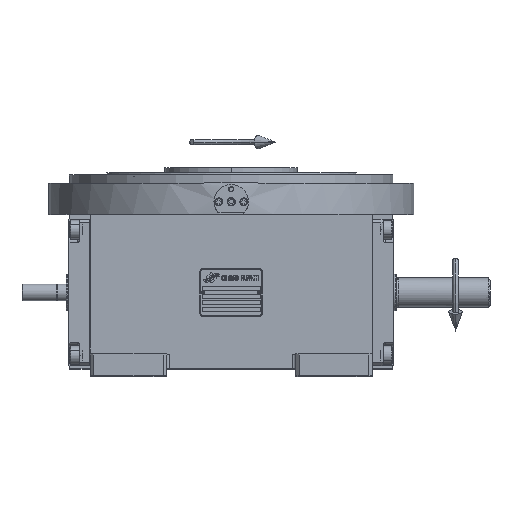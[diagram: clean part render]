
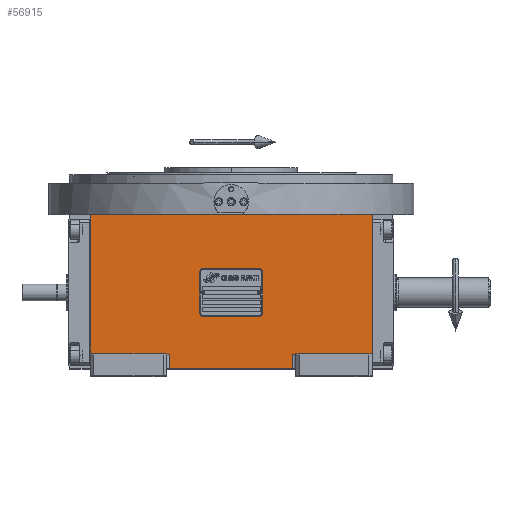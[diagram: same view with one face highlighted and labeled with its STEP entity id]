
A CAD part, top view. The second image highlights one B-rep face of the part: STEP entity #56915.
In plain terms, the highlighted planar face has unit normal (0, 0, 1).
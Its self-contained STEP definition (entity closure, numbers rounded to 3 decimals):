
#685 = DIRECTION ( 'NONE',  ( 0., 0., 1. ) ) ;
#1031 = LINE ( 'NONE', #66424, #9458 ) ;
#2671 = LINE ( 'NONE', #35375, #5720 ) ;
#2949 = EDGE_LOOP ( 'NONE', ( #66201, #36628, #32064, #27384, #44427, #45398, #46517, #38597 ) ) ;
#5716 = DIRECTION ( 'NONE',  ( 1., 0., 0. ) ) ;
#5720 = VECTOR ( 'NONE', #12606, 1000. ) ;
#9458 = VECTOR ( 'NONE', #19665, 1000. ) ;
#10531 = VERTEX_POINT ( 'NONE', #40590 ) ;
#10730 = VECTOR ( 'NONE', #52865, 1000. ) ;
#12606 = DIRECTION ( 'NONE',  ( 0., 1., 0. ) ) ;
#15212 = VERTEX_POINT ( 'NONE', #56317 ) ;
#15360 = VERTEX_POINT ( 'NONE', #62904 ) ;
#15841 = EDGE_CURVE ( 'NONE', #15212, #15360, #62821, .T. ) ;
#16017 = DIRECTION ( 'NONE',  ( 1., 0., 0. ) ) ;
#17118 = DIRECTION ( 'NONE',  ( 1., 0., 0. ) ) ;
#17691 = CARTESIAN_POINT ( 'NONE',  ( 59., -59., 226. ) ) ;
#17935 = EDGE_CURVE ( 'NONE', #35045, #10531, #65444, .T. ) ;
#19665 = DIRECTION ( 'NONE',  ( 0., 1., 0. ) ) ;
#20872 = CARTESIAN_POINT ( 'NONE',  ( 135., -59., 226. ) ) ;
#21353 = CARTESIAN_POINT ( 'NONE',  ( -135., 75., 226. ) ) ;
#25161 = EDGE_CURVE ( 'NONE', #37962, #37995, #61478, .T. ) ;
#26075 = EDGE_CURVE ( 'NONE', #37995, #32949, #2671, .T. ) ;
#26833 = EDGE_CURVE ( 'NONE', #37962, #15360, #39022, .T. ) ;
#27384 = ORIENTED_EDGE ( 'NONE', *, *, #26075, .T. ) ;
#28184 = VECTOR ( 'NONE', #16017, 1000. ) ;
#29812 = CARTESIAN_POINT ( 'NONE',  ( 135., 75., 226. ) ) ;
#30495 = CARTESIAN_POINT ( 'NONE',  ( 59., -59., 226. ) ) ;
#32064 = ORIENTED_EDGE ( 'NONE', *, *, #25161, .T. ) ;
#32949 = VERTEX_POINT ( 'NONE', #29812 ) ;
#33075 = CARTESIAN_POINT ( 'NONE',  ( -135., -73., 226. ) ) ;
#34760 = LINE ( 'NONE', #46139, #41795 ) ;
#35045 = VERTEX_POINT ( 'NONE', #62066 ) ;
#35375 = CARTESIAN_POINT ( 'NONE',  ( 135., -59., 226. ) ) ;
#36275 = EDGE_CURVE ( 'NONE', #37394, #32949, #37362, .T. ) ;
#36628 = ORIENTED_EDGE ( 'NONE', *, *, #26833, .F. ) ;
#37362 = LINE ( 'NONE', #21353, #28184 ) ;
#37394 = VERTEX_POINT ( 'NONE', #45509 ) ;
#37800 = EDGE_CURVE ( 'NONE', #35045, #37394, #34760, .T. ) ;
#37962 = VERTEX_POINT ( 'NONE', #30495 ) ;
#37995 = VERTEX_POINT ( 'NONE', #20872 ) ;
#38597 = ORIENTED_EDGE ( 'NONE', *, *, #54246, .F. ) ;
#38683 = DIRECTION ( 'NONE',  ( 0., -1., 0. ) ) ;
#39020 = VECTOR ( 'NONE', #38683, 1000. ) ;
#39022 = LINE ( 'NONE', #17691, #39020 ) ;
#40590 = CARTESIAN_POINT ( 'NONE',  ( -59., -59., 226. ) ) ;
#41795 = VECTOR ( 'NONE', #67452, 1000. ) ;
#43855 = VECTOR ( 'NONE', #17118, 1000. ) ;
#44087 = DIRECTION ( 'NONE',  ( 1., 0., 0. ) ) ;
#44427 = ORIENTED_EDGE ( 'NONE', *, *, #36275, .F. ) ;
#44485 = CARTESIAN_POINT ( 'NONE',  ( -135., -59., 226. ) ) ;
#45398 = ORIENTED_EDGE ( 'NONE', *, *, #37800, .F. ) ;
#45509 = CARTESIAN_POINT ( 'NONE',  ( -135., 75., 226. ) ) ;
#46139 = CARTESIAN_POINT ( 'NONE',  ( -135., -59., 226. ) ) ;
#46517 = ORIENTED_EDGE ( 'NONE', *, *, #17935, .T. ) ;
#52865 = DIRECTION ( 'NONE',  ( 1., 0., 0. ) ) ;
#54246 = EDGE_CURVE ( 'NONE', #15212, #10531, #1031, .T. ) ;
#56122 = PLANE ( 'NONE',  #59707 ) ;
#56317 = CARTESIAN_POINT ( 'NONE',  ( -59., -73., 226. ) ) ;
#56915 = ADVANCED_FACE ( 'NONE', ( #66452 ), #56122, .T. ) ;
#59707 = AXIS2_PLACEMENT_3D ( 'NONE', #33075, #685, #44087 ) ;
#61478 = LINE ( 'NONE', #65761, #68531 ) ;
#62066 = CARTESIAN_POINT ( 'NONE',  ( -135., -59., 226. ) ) ;
#62821 = LINE ( 'NONE', #68172, #10730 ) ;
#62904 = CARTESIAN_POINT ( 'NONE',  ( 59., -73., 226. ) ) ;
#65444 = LINE ( 'NONE', #44485, #43855 ) ;
#65761 = CARTESIAN_POINT ( 'NONE',  ( 59., -59., 226. ) ) ;
#66201 = ORIENTED_EDGE ( 'NONE', *, *, #15841, .T. ) ;
#66424 = CARTESIAN_POINT ( 'NONE',  ( -59., -73., 226. ) ) ;
#66452 = FACE_OUTER_BOUND ( 'NONE', #2949, .T. ) ;
#67452 = DIRECTION ( 'NONE',  ( 0., 1., 0. ) ) ;
#68172 = CARTESIAN_POINT ( 'NONE',  ( -59., -73., 226. ) ) ;
#68531 = VECTOR ( 'NONE', #5716, 1000. ) ;
